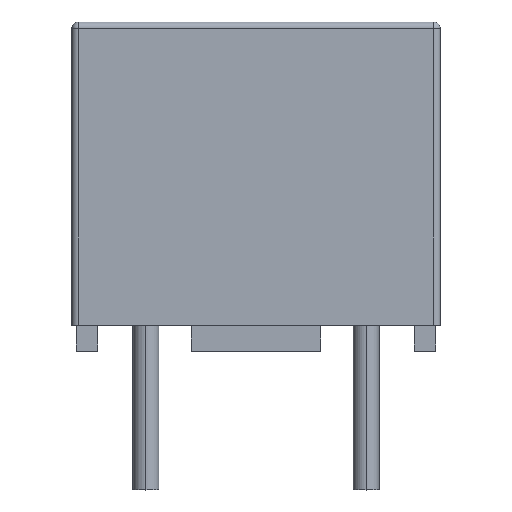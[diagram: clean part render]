
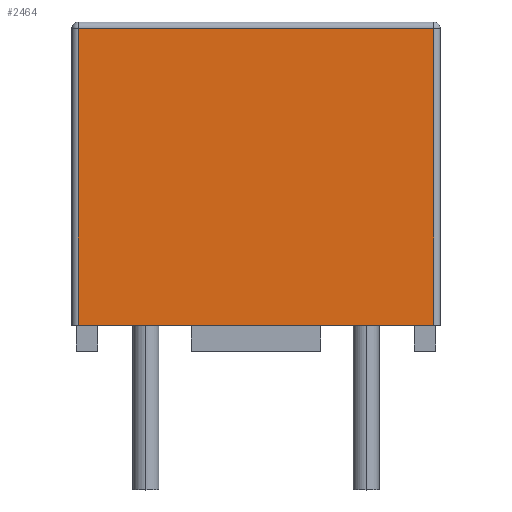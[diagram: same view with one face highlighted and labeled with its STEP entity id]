
A CAD part, top view. The second image highlights one B-rep face of the part: STEP entity #2464.
In plain terms, the highlighted planar face has unit normal (0, 0, 1).
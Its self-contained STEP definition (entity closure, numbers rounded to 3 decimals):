
#39 = AXIS2_PLACEMENT_3D ( 'NONE', #574, #907, #2293 ) ;
#278 = DIRECTION ( 'NONE',  ( 0., 1., 0. ) ) ;
#310 = LINE ( 'NONE', #2461, #1920 ) ;
#330 = EDGE_CURVE ( 'NONE', #949, #1725, #2620, .T. ) ;
#574 = CARTESIAN_POINT ( 'NONE',  ( -4.25, 7., 2. ) ) ;
#645 = ORIENTED_EDGE ( 'NONE', *, *, #3763, .T. ) ;
#821 = ORIENTED_EDGE ( 'NONE', *, *, #967, .T. ) ;
#876 = EDGE_CURVE ( 'NONE', #2609, #949, #5232, .T. ) ;
#907 = DIRECTION ( 'NONE',  ( 0., 0., -1. ) ) ;
#949 = VERTEX_POINT ( 'NONE', #2449 ) ;
#961 = DIRECTION ( 'NONE',  ( -1., 0., 0. ) ) ;
#967 = EDGE_CURVE ( 'NONE', #1725, #4580, #4131, .T. ) ;
#1386 = CARTESIAN_POINT ( 'NONE',  ( -4.1, 7., 2. ) ) ;
#1725 = VERTEX_POINT ( 'NONE', #2873 ) ;
#1840 = PLANE ( 'NONE',  #39 ) ;
#1920 = VECTOR ( 'NONE', #278, 1000. ) ;
#2139 = ORIENTED_EDGE ( 'NONE', *, *, #330, .T. ) ;
#2281 = DIRECTION ( 'NONE',  ( 0., -1., 0. ) ) ;
#2293 = DIRECTION ( 'NONE',  ( -1., 0., 0. ) ) ;
#2356 = DIRECTION ( 'NONE',  ( 1., 0., 0. ) ) ;
#2449 = CARTESIAN_POINT ( 'NONE',  ( -4.1, 6.85, 2. ) ) ;
#2461 = CARTESIAN_POINT ( 'NONE',  ( 4.1, 7., 2. ) ) ;
#2464 = ADVANCED_FACE ( 'NONE', ( #3058 ), #1840, .F. ) ;
#2566 = CARTESIAN_POINT ( 'NONE',  ( 4.1, 0., 2. ) ) ;
#2609 = VERTEX_POINT ( 'NONE', #3963 ) ;
#2620 = LINE ( 'NONE', #1386, #4730 ) ;
#2873 = CARTESIAN_POINT ( 'NONE',  ( -4.1, 0., 2. ) ) ;
#3048 = VECTOR ( 'NONE', #2356, 1000. ) ;
#3058 = FACE_OUTER_BOUND ( 'NONE', #3235, .T. ) ;
#3108 = CARTESIAN_POINT ( 'NONE',  ( -4.25, 6.85, 2. ) ) ;
#3235 = EDGE_LOOP ( 'NONE', ( #821, #645, #4677, #2139 ) ) ;
#3763 = EDGE_CURVE ( 'NONE', #4580, #2609, #310, .T. ) ;
#3963 = CARTESIAN_POINT ( 'NONE',  ( 4.1, 6.85, 2. ) ) ;
#4131 = LINE ( 'NONE', #5026, #3048 ) ;
#4580 = VERTEX_POINT ( 'NONE', #2566 ) ;
#4677 = ORIENTED_EDGE ( 'NONE', *, *, #876, .T. ) ;
#4730 = VECTOR ( 'NONE', #2281, 1000. ) ;
#4882 = VECTOR ( 'NONE', #961, 1000. ) ;
#5026 = CARTESIAN_POINT ( 'NONE',  ( -4.25, 0., 2. ) ) ;
#5232 = LINE ( 'NONE', #3108, #4882 ) ;
